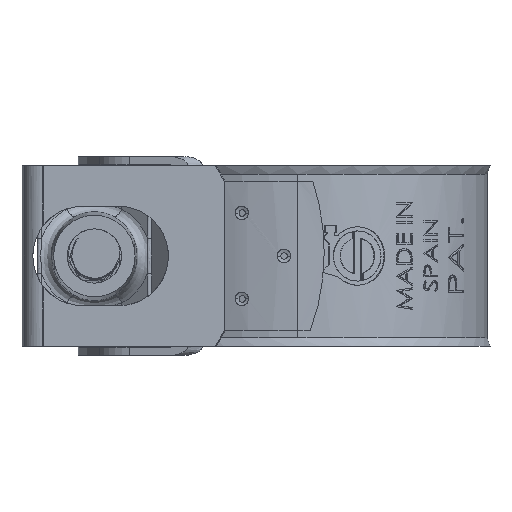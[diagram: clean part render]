
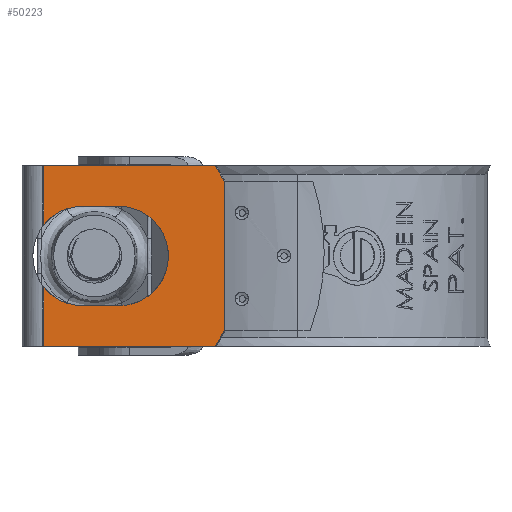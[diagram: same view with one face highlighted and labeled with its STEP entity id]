
A CAD part, left-side view. The second image highlights one B-rep face of the part: STEP entity #50223.
In plain terms, the highlighted planar face has unit normal (-1, -0.024, 0).
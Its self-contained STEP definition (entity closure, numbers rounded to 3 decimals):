
#4574 = VERTEX_POINT ( 'NONE', #15258 ) ;
#4575 = VERTEX_POINT ( 'NONE', #15259 ) ;
#4580 = VERTEX_POINT ( 'NONE', #15264 ) ;
#4584 = VERTEX_POINT ( 'NONE', #15268 ) ;
#4828 = VERTEX_POINT ( 'NONE', #31884 ) ;
#4831 = VERTEX_POINT ( 'NONE', #31889 ) ;
#4832 = VERTEX_POINT ( 'NONE', #31891 ) ;
#4834 = VERTEX_POINT ( 'NONE', #31893 ) ;
#4836 = VERTEX_POINT ( 'NONE', #31897 ) ;
#4838 = VERTEX_POINT ( 'NONE', #31900 ) ;
#4840 = VERTEX_POINT ( 'NONE', #31903 ) ;
#4842 = VERTEX_POINT ( 'NONE', #31906 ) ;
#7628 = EDGE_CURVE ( 'NONE', #4574, #4580, #55394, .T. ) ;
#7632 = EDGE_CURVE ( 'NONE', #4575, #4584, #55398, .T. ) ;
#15258 = CARTESIAN_POINT ( 'NONE',  ( -21.276, 28.119, 20. ) ) ;
#15259 = CARTESIAN_POINT ( 'NONE',  ( -21.276, 28.119, 6.584 ) ) ;
#15264 = CARTESIAN_POINT ( 'NONE',  ( -21.276, 28.119, 13.416 ) ) ;
#15268 = CARTESIAN_POINT ( 'NONE',  ( -21.276, 28.119, 0. ) ) ;
#17027 = CARTESIAN_POINT ( 'NONE',  ( -21.276, 28.119, 20. ) ) ;
#17032 = PLANE ( 'NONE',  #17616 ) ;
#17037 = DIRECTION ( 'NONE',  ( 1., 0.024, 0. ) ) ;
#17039 = DIRECTION ( 'NONE',  ( -0.024, 1., 0. ) ) ;
#17616 = AXIS2_PLACEMENT_3D ( 'NONE', #17027, #17037, #17039 ) ;
#26811 = CARTESIAN_POINT ( 'NONE',  ( -21.276, 28.119, 20. ) ) ;
#26814 = CARTESIAN_POINT ( 'NONE',  ( -21.276, 28.119, 20. ) ) ;
#26816 = DIRECTION ( 'NONE',  ( 0., 0., -1. ) ) ;
#26817 = DIRECTION ( 'NONE',  ( 0., 0., -1. ) ) ;
#28337 = EDGE_CURVE ( 'NONE', #4834, #4832, #55692, .T. ) ;
#28338 = EDGE_CURVE ( 'NONE', #4832, #4575, #56945, .T. ) ;
#28339 = EDGE_CURVE ( 'NONE', #4584, #4831, #55694, .T. ) ;
#28340 = EDGE_CURVE ( 'NONE', #4831, #4838, #55695, .T. ) ;
#28341 = EDGE_CURVE ( 'NONE', #4836, #4838, #55697, .T. ) ;
#28342 = EDGE_CURVE ( 'NONE', #4836, #4840, #55687, .T. ) ;
#28343 = EDGE_CURVE ( 'NONE', #4574, #4840, #55700, .T. ) ;
#28344 = EDGE_CURVE ( 'NONE', #4580, #4828, #56946, .T. ) ;
#28345 = EDGE_CURVE ( 'NONE', #4828, #4842, #55703, .T. ) ;
#28346 = EDGE_CURVE ( 'NONE', #4842, #4834, #56947, .T. ) ;
#28850 = EDGE_LOOP ( 'NONE', ( #60511, #60512, #60513, #60514, #60515, #60516, #60517, #60518, #60519, #60520, #60521, #60522 ) ) ;
#31884 = CARTESIAN_POINT ( 'NONE',  ( -21.174, 23.808, 15.5 ) ) ;
#31889 = CARTESIAN_POINT ( 'NONE',  ( -20.827, 9.144, 0. ) ) ;
#31891 = CARTESIAN_POINT ( 'NONE',  ( -21.174, 23.808, 4.5 ) ) ;
#31893 = CARTESIAN_POINT ( 'NONE',  ( -21.079, 19.808, 4.5 ) ) ;
#31897 = CARTESIAN_POINT ( 'NONE',  ( -20.803, 8.124, 18.25 ) ) ;
#31900 = CARTESIAN_POINT ( 'NONE',  ( -20.803, 8.124, 1.75 ) ) ;
#31903 = CARTESIAN_POINT ( 'NONE',  ( -20.827, 9.144, 20. ) ) ;
#31906 = CARTESIAN_POINT ( 'NONE',  ( -21.079, 19.808, 15.5 ) ) ;
#35198 = CARTESIAN_POINT ( 'NONE',  ( -21.174, 23.808, 4.5 ) ) ;
#35207 = CARTESIAN_POINT ( 'NONE',  ( -21.215, 25.518, 4.5 ) ) ;
#35224 = CARTESIAN_POINT ( 'NONE',  ( -21.276, 28.119, 4.5 ) ) ;
#35225 = DIRECTION ( 'NONE',  ( -0.024, 1., 0. ) ) ;
#35226 = CARTESIAN_POINT ( 'NONE',  ( -20.941, 13.96, 28.26 ) ) ;
#35227 = CARTESIAN_POINT ( 'NONE',  ( -21.251, 27.057, 14.756 ) ) ;
#35228 = CARTESIAN_POINT ( 'NONE',  ( -21.251, 27.057, 5.244 ) ) ;
#35229 = CARTESIAN_POINT ( 'NONE',  ( -21.276, 28.119, 6.584 ) ) ;
#35230 = CARTESIAN_POINT ( 'NONE',  ( -21.276, 28.119, 0. ) ) ;
#35231 = DIRECTION ( 'NONE',  ( 0.024, -1., 0. ) ) ;
#35232 = CARTESIAN_POINT ( 'NONE',  ( -20.735, 5.259, 6.664 ) ) ;
#35233 = DIRECTION ( 'NONE',  ( 0.012, -0.504, 0.864 ) ) ;
#35234 = CARTESIAN_POINT ( 'NONE',  ( -20.803, 8.124, 20. ) ) ;
#35235 = CARTESIAN_POINT ( 'NONE',  ( -21.276, 28.119, 13.416 ) ) ;
#35236 = DIRECTION ( 'NONE',  ( 0., 0., -1. ) ) ;
#35237 = DIRECTION ( 'NONE',  ( -0.012, 0.504, 0.864 ) ) ;
#35238 = CARTESIAN_POINT ( 'NONE',  ( -21.276, 28.119, 20. ) ) ;
#35239 = DIRECTION ( 'NONE',  ( 0.024, -1., 0. ) ) ;
#35240 = CARTESIAN_POINT ( 'NONE',  ( -20.819, 8.808, 15.5 ) ) ;
#35241 = CARTESIAN_POINT ( 'NONE',  ( -21.079, 19.808, 15.5 ) ) ;
#35242 = CARTESIAN_POINT ( 'NONE',  ( -21.215, 25.518, 15.5 ) ) ;
#35243 = CARTESIAN_POINT ( 'NONE',  ( -21.174, 23.808, 15.5 ) ) ;
#35244 = CARTESIAN_POINT ( 'NONE',  ( -21.276, 28.119, 15.5 ) ) ;
#35245 = DIRECTION ( 'NONE',  ( 0.024, -1., 0. ) ) ;
#35246 = CARTESIAN_POINT ( 'NONE',  ( -20.819, 8.808, 4.5 ) ) ;
#35247 = CARTESIAN_POINT ( 'NONE',  ( -21.079, 19.808, 4.5 ) ) ;
#50223 = ADVANCED_FACE ( 'NONE', ( #56363 ), #17032, .F. ) ;
#55394 = LINE ( 'NONE', #26814, #55395 ) ;
#55395 = VECTOR ( 'NONE', #26816, 1000. ) ;
#55398 = LINE ( 'NONE', #26811, #55400 ) ;
#55400 = VECTOR ( 'NONE', #26817, 1000. ) ;
#55687 = LINE ( 'NONE', #35226, #55701 ) ;
#55692 = LINE ( 'NONE', #35224, #55693 ) ;
#55693 = VECTOR ( 'NONE', #35225, 1000. ) ;
#55694 = LINE ( 'NONE', #35230, #55696 ) ;
#55695 = LINE ( 'NONE', #35232, #55698 ) ;
#55696 = VECTOR ( 'NONE', #35231, 1000. ) ;
#55697 = LINE ( 'NONE', #35234, #55699 ) ;
#55698 = VECTOR ( 'NONE', #35233, 1000. ) ;
#55699 = VECTOR ( 'NONE', #35236, 1000. ) ;
#55700 = LINE ( 'NONE', #35238, #55702 ) ;
#55701 = VECTOR ( 'NONE', #35237, 1000. ) ;
#55702 = VECTOR ( 'NONE', #35239, 1000. ) ;
#55703 = LINE ( 'NONE', #35244, #55704 ) ;
#55704 = VECTOR ( 'NONE', #35245, 1000. ) ;
#56363 = FACE_OUTER_BOUND ( 'NONE', #28850, .T. ) ;
#56945 =( BOUNDED_CURVE ( )  B_SPLINE_CURVE ( 3, ( #35198, #35207, #35228, #35229 ),
 .UNSPECIFIED., .F., .T. ) 
 B_SPLINE_CURVE_WITH_KNOTS ( ( 4, 4 ),
 ( 1.571, 2.472 ),
 .UNSPECIFIED. ) 
 CURVE ( )  GEOMETRIC_REPRESENTATION_ITEM ( )  RATIONAL_B_SPLINE_CURVE ( ( 1., 0.934, 0.934, 1. ) ) 
 REPRESENTATION_ITEM ( '' )  );
#56946 =( BOUNDED_CURVE ( )  B_SPLINE_CURVE ( 3, ( #35235, #35227, #35242, #35243 ),
 .UNSPECIFIED., .F., .T. ) 
 B_SPLINE_CURVE_WITH_KNOTS ( ( 4, 4 ),
 ( 3.812, 4.712 ),
 .UNSPECIFIED. ) 
 CURVE ( )  GEOMETRIC_REPRESENTATION_ITEM ( )  RATIONAL_B_SPLINE_CURVE ( ( 1., 0.934, 0.934, 1. ) ) 
 REPRESENTATION_ITEM ( '' )  );
#56947 =( BOUNDED_CURVE ( )  B_SPLINE_CURVE ( 3, ( #35241, #35240, #35246, #35247 ),
 .UNSPECIFIED., .F., .T. ) 
 B_SPLINE_CURVE_WITH_KNOTS ( ( 4, 4 ),
 ( 4.712, 7.854 ),
 .UNSPECIFIED. ) 
 CURVE ( )  GEOMETRIC_REPRESENTATION_ITEM ( )  RATIONAL_B_SPLINE_CURVE ( ( 1., 0.333, 0.333, 1. ) ) 
 REPRESENTATION_ITEM ( '' )  );
#60511 = ORIENTED_EDGE ( 'NONE', *, *, #28337, .T. ) ;
#60512 = ORIENTED_EDGE ( 'NONE', *, *, #28338, .T. ) ;
#60513 = ORIENTED_EDGE ( 'NONE', *, *, #7632, .T. ) ;
#60514 = ORIENTED_EDGE ( 'NONE', *, *, #28339, .T. ) ;
#60515 = ORIENTED_EDGE ( 'NONE', *, *, #28340, .T. ) ;
#60516 = ORIENTED_EDGE ( 'NONE', *, *, #28341, .F. ) ;
#60517 = ORIENTED_EDGE ( 'NONE', *, *, #28342, .T. ) ;
#60518 = ORIENTED_EDGE ( 'NONE', *, *, #28343, .F. ) ;
#60519 = ORIENTED_EDGE ( 'NONE', *, *, #7628, .T. ) ;
#60520 = ORIENTED_EDGE ( 'NONE', *, *, #28344, .T. ) ;
#60521 = ORIENTED_EDGE ( 'NONE', *, *, #28345, .T. ) ;
#60522 = ORIENTED_EDGE ( 'NONE', *, *, #28346, .T. ) ;
